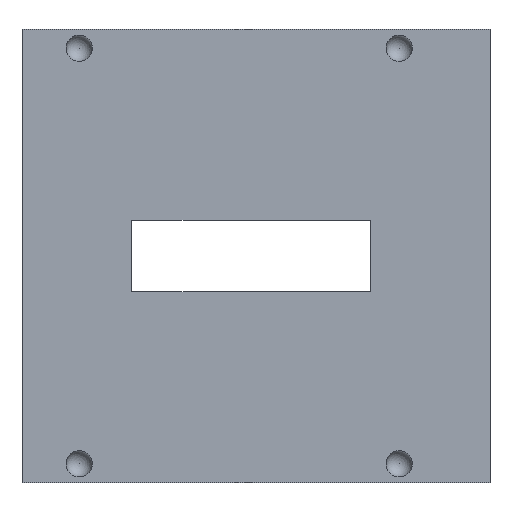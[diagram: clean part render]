
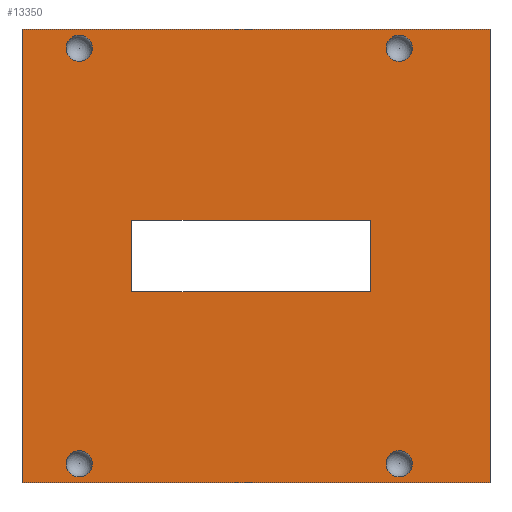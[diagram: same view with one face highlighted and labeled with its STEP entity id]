
A CAD part, front view. The second image highlights one B-rep face of the part: STEP entity #13350.
In plain terms, the highlighted planar face has unit normal (0, -1, 0).
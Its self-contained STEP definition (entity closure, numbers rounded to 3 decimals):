
#76=FACE_BOUND('',#5367,.T.);
#77=FACE_BOUND('',#5368,.T.);
#78=FACE_BOUND('',#5369,.T.);
#79=FACE_BOUND('',#5370,.T.);
#80=FACE_BOUND('',#5371,.T.);
#1365=LINE('',#15414,#2477);
#1369=LINE('',#15422,#2481);
#1372=LINE('',#15428,#2484);
#1375=LINE('',#15433,#2487);
#2469=LINE('',#25437,#3581);
#2470=LINE('',#25439,#3582);
#2471=LINE('',#25441,#3583);
#2472=LINE('',#25442,#3584);
#2477=VECTOR('',#13706,10.);
#2481=VECTOR('',#13712,10.);
#2484=VECTOR('',#13717,10.);
#2487=VECTOR('',#13722,10.);
#3581=VECTOR('',#15372,10.);
#3582=VECTOR('',#15373,10.);
#3583=VECTOR('',#15374,10.);
#3584=VECTOR('',#15375,10.);
#3870=PLANE('',#13672);
#4589=FACE_OUTER_BOUND('',#5366,.T.);
#5366=EDGE_LOOP('',(#12602,#12603,#12604,#12605));
#5367=EDGE_LOOP('',(#12606));
#5368=EDGE_LOOP('',(#12607));
#5369=EDGE_LOOP('',(#12608));
#5370=EDGE_LOOP('',(#12609));
#5371=EDGE_LOOP('',(#12610,#12611,#12612,#12613));
#5377=CIRCLE('',#13380,2.75);
#5379=CIRCLE('',#13383,2.75);
#5381=CIRCLE('',#13386,2.75);
#5383=CIRCLE('',#13389,2.75);
#5385=VERTEX_POINT('',#15392);
#5387=VERTEX_POINT('',#15397);
#5389=VERTEX_POINT('',#15402);
#5391=VERTEX_POINT('',#15407);
#5393=VERTEX_POINT('',#15412);
#5394=VERTEX_POINT('',#15413);
#5397=VERTEX_POINT('',#15421);
#5399=VERTEX_POINT('',#15427);
#6701=VERTEX_POINT('',#25435);
#6702=VERTEX_POINT('',#25436);
#6703=VERTEX_POINT('',#25438);
#6704=VERTEX_POINT('',#25440);
#6705=EDGE_CURVE('',#5385,#5385,#5377,.T.);
#6707=EDGE_CURVE('',#5387,#5387,#5379,.T.);
#6709=EDGE_CURVE('',#5389,#5389,#5381,.T.);
#6711=EDGE_CURVE('',#5391,#5391,#5383,.T.);
#6713=EDGE_CURVE('',#5393,#5394,#1365,.T.);
#6717=EDGE_CURVE('',#5394,#5397,#1369,.T.);
#6720=EDGE_CURVE('',#5397,#5399,#1372,.T.);
#6723=EDGE_CURVE('',#5399,#5393,#1375,.T.);
#8673=EDGE_CURVE('',#6701,#6702,#2469,.T.);
#8674=EDGE_CURVE('',#6702,#6703,#2470,.T.);
#8675=EDGE_CURVE('',#6704,#6703,#2471,.T.);
#8676=EDGE_CURVE('',#6701,#6704,#2472,.T.);
#12602=ORIENTED_EDGE('',*,*,#8673,.T.);
#12603=ORIENTED_EDGE('',*,*,#8674,.T.);
#12604=ORIENTED_EDGE('',*,*,#8675,.F.);
#12605=ORIENTED_EDGE('',*,*,#8676,.F.);
#12606=ORIENTED_EDGE('',*,*,#6705,.T.);
#12607=ORIENTED_EDGE('',*,*,#6707,.T.);
#12608=ORIENTED_EDGE('',*,*,#6709,.T.);
#12609=ORIENTED_EDGE('',*,*,#6711,.T.);
#12610=ORIENTED_EDGE('',*,*,#6720,.T.);
#12611=ORIENTED_EDGE('',*,*,#6723,.T.);
#12612=ORIENTED_EDGE('',*,*,#6713,.T.);
#12613=ORIENTED_EDGE('',*,*,#6717,.T.);
#13350=ADVANCED_FACE('',(#4589,#76,#77,#78,#79,#80),#3870,.T.);
#13380=AXIS2_PLACEMENT_3D('',#15393,#13682,#13683);
#13383=AXIS2_PLACEMENT_3D('',#15398,#13688,#13689);
#13386=AXIS2_PLACEMENT_3D('',#15403,#13694,#13695);
#13389=AXIS2_PLACEMENT_3D('',#15408,#13700,#13701);
#13672=AXIS2_PLACEMENT_3D('',#25434,#15370,#15371);
#13682=DIRECTION('center_axis',(0.,1.,0.));
#13683=DIRECTION('ref_axis',(0.,0.,1.));
#13688=DIRECTION('center_axis',(0.,1.,0.));
#13689=DIRECTION('ref_axis',(0.,0.,1.));
#13694=DIRECTION('center_axis',(0.,1.,0.));
#13695=DIRECTION('ref_axis',(0.,0.,1.));
#13700=DIRECTION('center_axis',(0.,1.,0.));
#13701=DIRECTION('ref_axis',(0.,0.,1.));
#13706=DIRECTION('',(0.,0.,-1.));
#13712=DIRECTION('',(-1.,0.,0.));
#13717=DIRECTION('',(0.,0.,1.));
#13722=DIRECTION('',(1.,0.,0.));
#15370=DIRECTION('center_axis',(0.,-1.,0.));
#15371=DIRECTION('ref_axis',(0.,0.,-1.));
#15372=DIRECTION('',(0.,0.,-1.));
#15373=DIRECTION('',(1.,0.,0.));
#15374=DIRECTION('',(0.,0.,-1.));
#15375=DIRECTION('',(1.,0.,0.));
#15392=CARTESIAN_POINT('',(79.,-4.,-40.75));
#15393=CARTESIAN_POINT('Origin',(79.,-4.,-43.5));
#15397=CARTESIAN_POINT('',(79.,-4.,46.25));
#15398=CARTESIAN_POINT('Origin',(79.,-4.,43.5));
#15402=CARTESIAN_POINT('',(12.,-4.,46.25));
#15403=CARTESIAN_POINT('Origin',(12.,-4.,43.5));
#15407=CARTESIAN_POINT('',(12.,-4.,-40.75));
#15408=CARTESIAN_POINT('Origin',(12.,-4.,-43.5));
#15412=CARTESIAN_POINT('',(73.,-4.,7.5));
#15413=CARTESIAN_POINT('',(73.,-4.,-7.5));
#15414=CARTESIAN_POINT('',(73.,-4.,20.));
#15421=CARTESIAN_POINT('',(23.,-4.,-7.5));
#15422=CARTESIAN_POINT('',(11.5,-4.,-7.5));
#15427=CARTESIAN_POINT('',(23.,-4.,7.5));
#15428=CARTESIAN_POINT('',(23.,-4.,27.5));
#15433=CARTESIAN_POINT('',(36.5,-4.,7.5));
#25434=CARTESIAN_POINT('Origin',(0.,-4.,47.5));
#25435=CARTESIAN_POINT('',(0.,-4.,47.5));
#25436=CARTESIAN_POINT('',(0.,-4.,-47.5));
#25437=CARTESIAN_POINT('',(0.,-4.,47.5));
#25438=CARTESIAN_POINT('',(98.,-4.,-47.5));
#25439=CARTESIAN_POINT('',(0.,-4.,-47.5));
#25440=CARTESIAN_POINT('',(98.,-4.,47.5));
#25441=CARTESIAN_POINT('',(98.,-4.,47.5));
#25442=CARTESIAN_POINT('',(0.,-4.,47.5));
